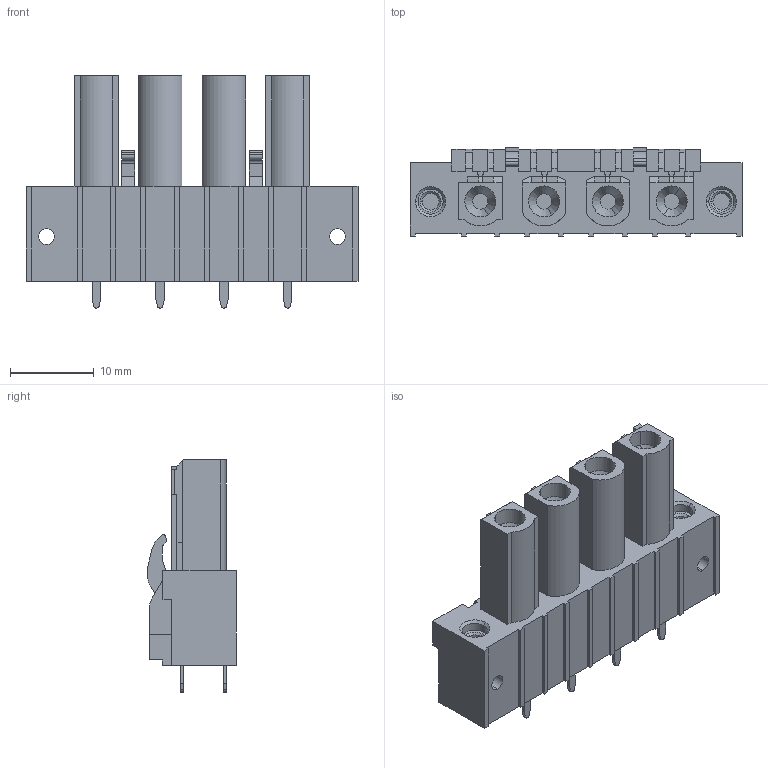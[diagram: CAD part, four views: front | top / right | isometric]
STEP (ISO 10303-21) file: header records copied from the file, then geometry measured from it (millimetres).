
FILE_DESCRIPTION(('CATIA V5 STEP Exchange','CAx-IF Rec.Pracs.--- Model Styling and Organization---1.2---2011-12-15'),'2;1');
FILE_NAME ('D1448639_0_1122130000_1122130000.stp','2018-09-18T06:59:15+00:00',('none'),('Weidmueller'),'CATIA Version 5-6 Release 2014','CATIA V5 STEP AP214','none');
FILE_SCHEMA(('AUTOMOTIVE_DESIGN { 1 0 10303 214 1 1 1 1 }'));
Length unit declared in the file: millimetre
Products named in the file (1): 1122130000
Bounding box: 39.66 x 10.54 x 27.74 mm (x, y, z)
Volume: 4664.6 mm3; surface area: 4256.4 mm2
Topology: 11 solids, 11 shells, 400 faces, 1084 edges, 716 vertices
Faces by surface type: plane 326, cylinder 54, cone 20
Entity records: 11439 total; most frequent: ORIENTED_EDGE 2168, CARTESIAN_POINT 2021, DIRECTION 1524, EDGE_CURVE 1084, VECTOR 956, LINE 956, VERTEX_POINT 716, EDGE_LOOP 426
